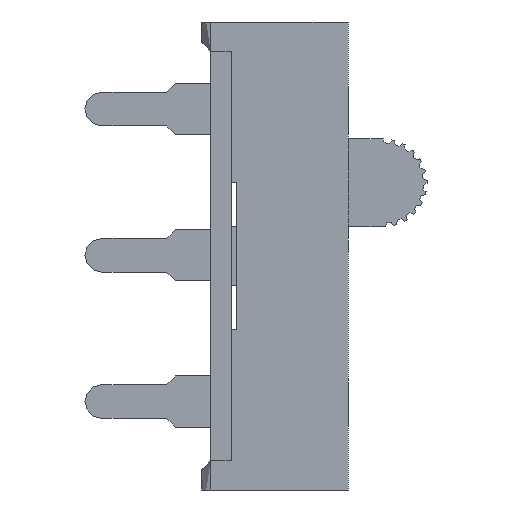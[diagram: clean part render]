
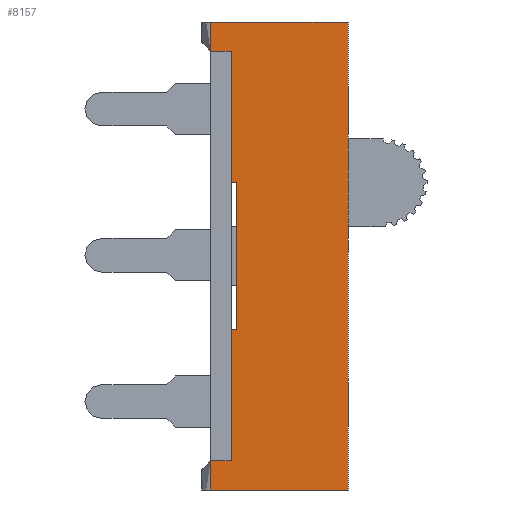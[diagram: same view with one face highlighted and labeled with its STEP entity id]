
A CAD part, front view. The second image highlights one B-rep face of the part: STEP entity #8157.
In plain terms, the highlighted planar face has unit normal (0, -1, 0).
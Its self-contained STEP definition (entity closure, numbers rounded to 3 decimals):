
#143 = ORIENTED_EDGE ( 'NONE', *, *, #9709, .F. ) ;
#182 = CARTESIAN_POINT ( 'NONE',  ( 0.015, -0.2, 0. ) ) ;
#481 = VECTOR ( 'NONE', #8249, 1000. ) ;
#725 = CARTESIAN_POINT ( 'NONE',  ( 0.015, -0.2, 0.4 ) ) ;
#853 = EDGE_CURVE ( 'NONE', #3247, #1604, #5411, .T. ) ;
#854 = VECTOR ( 'NONE', #4178, 1000. ) ;
#989 = PLANE ( 'NONE',  #3901 ) ;
#1038 = VERTEX_POINT ( 'NONE', #2582 ) ;
#1040 = DIRECTION ( 'NONE',  ( -1., 0., 0. ) ) ;
#1221 = VERTEX_POINT ( 'NONE', #725 ) ;
#1260 = FACE_OUTER_BOUND ( 'NONE', #6961, .T. ) ;
#1427 = VERTEX_POINT ( 'NONE', #1765 ) ;
#1502 = DIRECTION ( 'NONE',  ( 0., 0., 1. ) ) ;
#1506 = EDGE_CURVE ( 'NONE', #4107, #3247, #7711, .T. ) ;
#1604 = VERTEX_POINT ( 'NONE', #2988 ) ;
#1616 = LINE ( 'NONE', #6443, #9591 ) ;
#1718 = EDGE_CURVE ( 'NONE', #8406, #9451, #1906, .T. ) ;
#1765 = CARTESIAN_POINT ( 'NONE',  ( 0.06, -0.2, -0.125 ) ) ;
#1767 = DIRECTION ( 'NONE',  ( 0., 0., 1. ) ) ;
#1906 = LINE ( 'NONE', #7702, #5765 ) ;
#2053 = CARTESIAN_POINT ( 'NONE',  ( 0., -0.2, -0.35 ) ) ;
#2083 = VECTOR ( 'NONE', #8836, 1000. ) ;
#2101 = DIRECTION ( 'NONE',  ( 1., 0., 0. ) ) ;
#2112 = CARTESIAN_POINT ( 'NONE',  ( 0.05, -0.2, -0.4 ) ) ;
#2186 = CARTESIAN_POINT ( 'NONE',  ( 0.05, -0.2, -0.35 ) ) ;
#2424 = EDGE_CURVE ( 'NONE', #9451, #1427, #6953, .T. ) ;
#2582 = CARTESIAN_POINT ( 'NONE',  ( 0.25, -0.2, 0.4 ) ) ;
#2812 = CARTESIAN_POINT ( 'NONE',  ( 0.05, -0.2, 0.35 ) ) ;
#2887 = DIRECTION ( 'NONE',  ( 0., 0., 1. ) ) ;
#2955 = CARTESIAN_POINT ( 'NONE',  ( 0.06, -0.2, 0.125 ) ) ;
#2966 = ORIENTED_EDGE ( 'NONE', *, *, #1718, .F. ) ;
#2988 = CARTESIAN_POINT ( 'NONE',  ( 0.015, -0.2, 0.35 ) ) ;
#2996 = VERTEX_POINT ( 'NONE', #6318 ) ;
#3247 = VERTEX_POINT ( 'NONE', #2812 ) ;
#3406 = VERTEX_POINT ( 'NONE', #7594 ) ;
#3606 = VECTOR ( 'NONE', #2887, 1000. ) ;
#3614 = CARTESIAN_POINT ( 'NONE',  ( 0.015, -0.2, -0.4 ) ) ;
#3863 = DIRECTION ( 'NONE',  ( 0., 0., 1. ) ) ;
#3867 = VECTOR ( 'NONE', #5653, 1000. ) ;
#3882 = VECTOR ( 'NONE', #8163, 1000. ) ;
#3901 = AXIS2_PLACEMENT_3D ( 'NONE', #7921, #6400, #1767 ) ;
#4059 = DIRECTION ( 'NONE',  ( 0., 0., 1. ) ) ;
#4104 = CARTESIAN_POINT ( 'NONE',  ( 0., -0.2, -0.4 ) ) ;
#4107 = VERTEX_POINT ( 'NONE', #5899 ) ;
#4138 = LINE ( 'NONE', #2053, #3882 ) ;
#4178 = DIRECTION ( 'NONE',  ( 0., 0., -1. ) ) ;
#4440 = EDGE_CURVE ( 'NONE', #7696, #8406, #4138, .T. ) ;
#4502 = CARTESIAN_POINT ( 'NONE',  ( 0.015, -0.2, -0.35 ) ) ;
#4819 = LINE ( 'NONE', #3614, #481 ) ;
#5059 = CARTESIAN_POINT ( 'NONE',  ( 0.05, -0.2, -0.125 ) ) ;
#5133 = ORIENTED_EDGE ( 'NONE', *, *, #9188, .F. ) ;
#5219 = ORIENTED_EDGE ( 'NONE', *, *, #8141, .F. ) ;
#5371 = EDGE_CURVE ( 'NONE', #3406, #2996, #5689, .T. ) ;
#5411 = LINE ( 'NONE', #6248, #6987 ) ;
#5452 = ORIENTED_EDGE ( 'NONE', *, *, #7165, .F. ) ;
#5653 = DIRECTION ( 'NONE',  ( 1., 0., 0. ) ) ;
#5689 = LINE ( 'NONE', #4104, #3867 ) ;
#5712 = EDGE_CURVE ( 'NONE', #1038, #1221, #8238, .T. ) ;
#5765 = VECTOR ( 'NONE', #3863, 1000. ) ;
#5792 = ORIENTED_EDGE ( 'NONE', *, *, #853, .F. ) ;
#5899 = CARTESIAN_POINT ( 'NONE',  ( 0.05, -0.2, 0.125 ) ) ;
#6131 = CARTESIAN_POINT ( 'NONE',  ( 0.06, -0.2, -0.4 ) ) ;
#6248 = CARTESIAN_POINT ( 'NONE',  ( 0., -0.2, 0.35 ) ) ;
#6285 = ORIENTED_EDGE ( 'NONE', *, *, #5371, .T. ) ;
#6318 = CARTESIAN_POINT ( 'NONE',  ( 0.25, -0.2, -0.4 ) ) ;
#6400 = DIRECTION ( 'NONE',  ( 0., 1., 0. ) ) ;
#6443 = CARTESIAN_POINT ( 'NONE',  ( 0., -0.2, 0.125 ) ) ;
#6724 = CARTESIAN_POINT ( 'NONE',  ( 0., -0.2, -0.125 ) ) ;
#6953 = LINE ( 'NONE', #6724, #7455 ) ;
#6961 = EDGE_LOOP ( 'NONE', ( #6285, #5133, #7460, #5219, #5792, #8443, #7880, #143, #9212, #2966, #7303, #5452 ) ) ;
#6987 = VECTOR ( 'NONE', #7816, 1000. ) ;
#7165 = EDGE_CURVE ( 'NONE', #3406, #7696, #4819, .T. ) ;
#7175 = VECTOR ( 'NONE', #4059, 1000. ) ;
#7303 = ORIENTED_EDGE ( 'NONE', *, *, #4440, .F. ) ;
#7455 = VECTOR ( 'NONE', #2101, 1000. ) ;
#7460 = ORIENTED_EDGE ( 'NONE', *, *, #5712, .T. ) ;
#7520 = EDGE_CURVE ( 'NONE', #8867, #4107, #1616, .T. ) ;
#7594 = CARTESIAN_POINT ( 'NONE',  ( 0.015, -0.2, -0.4 ) ) ;
#7626 = LINE ( 'NONE', #6131, #9904 ) ;
#7696 = VERTEX_POINT ( 'NONE', #4502 ) ;
#7702 = CARTESIAN_POINT ( 'NONE',  ( 0.05, -0.2, -0.4 ) ) ;
#7711 = LINE ( 'NONE', #2112, #3606 ) ;
#7816 = DIRECTION ( 'NONE',  ( -1., 0., 0. ) ) ;
#7880 = ORIENTED_EDGE ( 'NONE', *, *, #7520, .F. ) ;
#7921 = CARTESIAN_POINT ( 'NONE',  ( 0., -0.2, -0.4 ) ) ;
#8072 = CARTESIAN_POINT ( 'NONE',  ( 0., -0.2, 0.4 ) ) ;
#8141 = EDGE_CURVE ( 'NONE', #1604, #1221, #9208, .T. ) ;
#8157 = ADVANCED_FACE ( 'NONE', ( #1260 ), #989, .F. ) ;
#8163 = DIRECTION ( 'NONE',  ( 1., 0., 0. ) ) ;
#8238 = LINE ( 'NONE', #8072, #2083 ) ;
#8249 = DIRECTION ( 'NONE',  ( 0., 0., 1. ) ) ;
#8406 = VERTEX_POINT ( 'NONE', #2186 ) ;
#8443 = ORIENTED_EDGE ( 'NONE', *, *, #1506, .F. ) ;
#8734 = CARTESIAN_POINT ( 'NONE',  ( 0.25, -0.2, -0.4 ) ) ;
#8836 = DIRECTION ( 'NONE',  ( -1., 0., 0. ) ) ;
#8867 = VERTEX_POINT ( 'NONE', #2955 ) ;
#9073 = LINE ( 'NONE', #8734, #854 ) ;
#9188 = EDGE_CURVE ( 'NONE', #1038, #2996, #9073, .T. ) ;
#9208 = LINE ( 'NONE', #182, #7175 ) ;
#9212 = ORIENTED_EDGE ( 'NONE', *, *, #2424, .F. ) ;
#9451 = VERTEX_POINT ( 'NONE', #5059 ) ;
#9591 = VECTOR ( 'NONE', #1040, 1000. ) ;
#9709 = EDGE_CURVE ( 'NONE', #1427, #8867, #7626, .T. ) ;
#9904 = VECTOR ( 'NONE', #1502, 1000. ) ;
